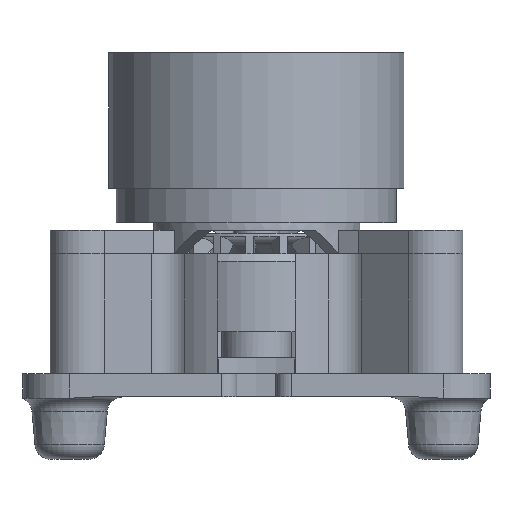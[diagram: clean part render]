
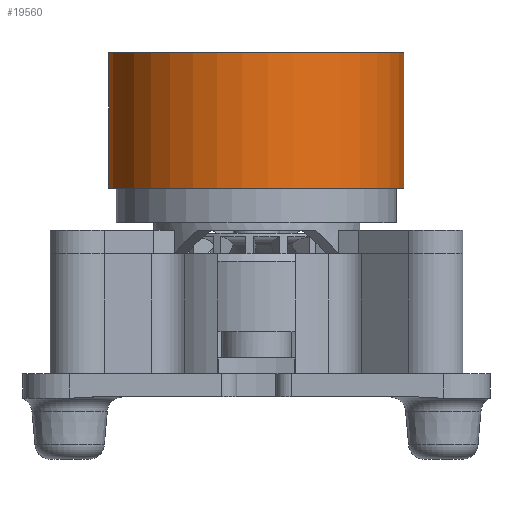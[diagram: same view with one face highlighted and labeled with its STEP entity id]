
A CAD part, front view. The second image highlights one B-rep face of the part: STEP entity #19560.
In plain terms, the highlighted cylindrical face has radius 9.5 mm (diameter 19 mm), a full revolution.
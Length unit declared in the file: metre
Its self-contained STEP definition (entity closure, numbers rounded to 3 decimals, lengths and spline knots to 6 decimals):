
#1005=CYLINDRICAL_SURFACE('',#22112,0.0095);
#7136=ORIENTED_EDGE('',*,*,#11481,.F.);
#7137=ORIENTED_EDGE('',*,*,#11483,.F.);
#11481=EDGE_CURVE('',#13939,#13939,#15537,.T.);
#11483=EDGE_CURVE('',#13941,#13941,#15539,.T.);
#13939=VERTEX_POINT('',#40520);
#13941=VERTEX_POINT('',#40526);
#15537=CIRCLE('',#22109,0.0095);
#15539=CIRCLE('',#22113,0.0095);
#16799=EDGE_LOOP('',(#7136));
#16800=EDGE_LOOP('',(#7137));
#18038=FACE_BOUND('',#16799,.T.);
#18039=FACE_BOUND('',#16800,.T.);
#19560=ADVANCED_FACE('',(#18038,#18039),#1005,.T.);
#22109=AXIS2_PLACEMENT_3D('',#40519,#26079,#26080);
#22112=AXIS2_PLACEMENT_3D('',#40524,#26085,#26086);
#22113=AXIS2_PLACEMENT_3D('',#40525,#26087,#26088);
#26079=DIRECTION('',(0.,0.,-1.));
#26080=DIRECTION('',(-1.,0.,0.));
#26085=DIRECTION('',(0.,0.,-1.));
#26086=DIRECTION('',(-1.,0.,0.));
#26087=DIRECTION('',(0.,0.,1.));
#26088=DIRECTION('',(1.,0.,0.));
#40519=CARTESIAN_POINT('',(0.,0.,0.0134));
#40520=CARTESIAN_POINT('',(-0.0095,0.,0.0134));
#40524=CARTESIAN_POINT('',(0.,0.,0.017402));
#40525=CARTESIAN_POINT('',(0.,0.,0.0221));
#40526=CARTESIAN_POINT('',(0.0095,0.,0.0221));
